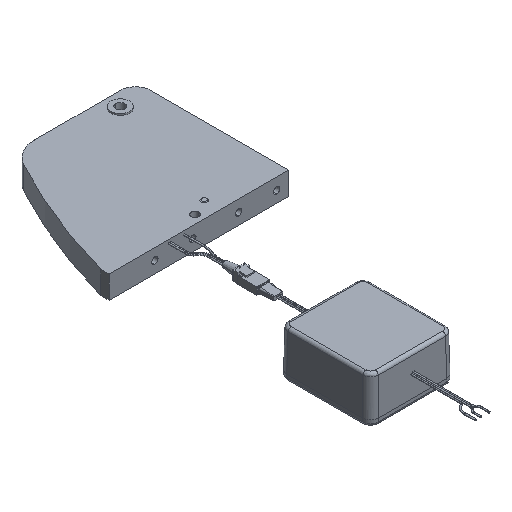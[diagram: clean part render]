
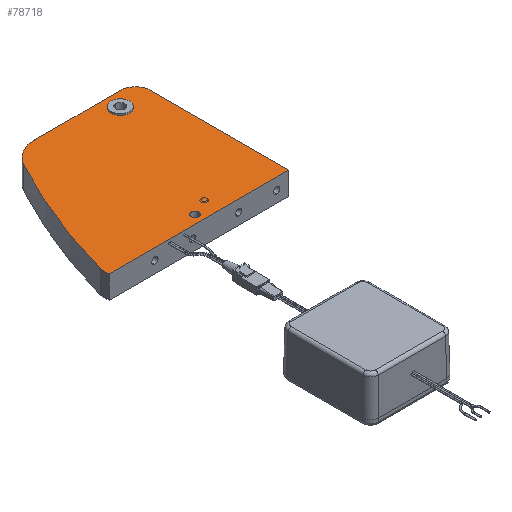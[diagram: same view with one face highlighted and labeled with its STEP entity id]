
A CAD part, isometric view. The second image highlights one B-rep face of the part: STEP entity #78718.
In plain terms, the highlighted planar face has unit normal (0, 0, 1).
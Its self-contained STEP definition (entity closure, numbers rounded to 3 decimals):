
#1267 = ORIENTED_EDGE ( 'NONE', *, *, #47276, .F. ) ;
#1983 = CARTESIAN_POINT ( 'NONE',  ( 33., 40., 7.5 ) ) ;
#2913 = ORIENTED_EDGE ( 'NONE', *, *, #25625, .F. ) ;
#3067 = DIRECTION ( 'NONE',  ( 0., 0., 1. ) ) ;
#3149 = AXIS2_PLACEMENT_3D ( 'NONE', #65136, #72632, #64548 ) ;
#3361 = DIRECTION ( 'NONE',  ( 1., 0., 0. ) ) ;
#3650 = CARTESIAN_POINT ( 'NONE',  ( -23., -45., 7.5 ) ) ;
#3653 = DIRECTION ( 'NONE',  ( 0., 0., 1. ) ) ;
#8550 = EDGE_CURVE ( 'NONE', #72883, #60546, #23577, .T. ) ;
#9339 = CIRCLE ( 'NONE', #52849, 400. ) ;
#9364 = ORIENTED_EDGE ( 'NONE', *, *, #31841, .F. ) ;
#9634 = DIRECTION ( 'NONE',  ( 0., 0., 1. ) ) ;
#10586 = DIRECTION ( 'NONE',  ( 1., 0., 0. ) ) ;
#11200 = CARTESIAN_POINT ( 'NONE',  ( 17., 40., 7.5 ) ) ;
#11427 = CARTESIAN_POINT ( 'NONE',  ( -45., -50.6, 7.5 ) ) ;
#11908 = DIRECTION ( 'NONE',  ( -1., 0., 0. ) ) ;
#12710 = FACE_BOUND ( 'NONE', #60855, .T. ) ;
#12787 = EDGE_CURVE ( 'NONE', #42013, #74877, #40037, .T. ) ;
#12794 = CARTESIAN_POINT ( 'NONE',  ( 33., -50.6, 7.5 ) ) ;
#13059 = AXIS2_PLACEMENT_3D ( 'NONE', #87206, #46115, #11908 ) ;
#13924 = DIRECTION ( 'NONE',  ( 0., 1., 0. ) ) ;
#14197 = VECTOR ( 'NONE', #59680, 1000. ) ;
#16729 = CIRCLE ( 'NONE', #13059, 10. ) ;
#17442 = AXIS2_PLACEMENT_3D ( 'NONE', #57627, #9634, #86134 ) ;
#17615 = VECTOR ( 'NONE', #88469, 1000. ) ;
#19330 = CIRCLE ( 'NONE', #3149, 4. ) ;
#20117 = EDGE_LOOP ( 'NONE', ( #9364, #1267 ) ) ;
#20627 = CARTESIAN_POINT ( 'NONE',  ( 33., -50.6, 7.5 ) ) ;
#21198 = DIRECTION ( 'NONE',  ( 0., 1., 0. ) ) ;
#21330 = EDGE_CURVE ( 'NONE', #82334, #51651, #86210, .T. ) ;
#21987 = ORIENTED_EDGE ( 'NONE', *, *, #63950, .F. ) ;
#23334 = CARTESIAN_POINT ( 'NONE',  ( -85., -45., 7.5 ) ) ;
#23564 = VERTEX_POINT ( 'NONE', #72246 ) ;
#23577 = LINE ( 'NONE', #54420, #39656 ) ;
#25625 = EDGE_CURVE ( 'NONE', #51651, #82334, #19330, .T. ) ;
#27805 = CARTESIAN_POINT ( 'NONE',  ( -33.31, 50., 7.5 ) ) ;
#28165 = AXIS2_PLACEMENT_3D ( 'NONE', #55061, #82713, #41247 ) ;
#28283 = VECTOR ( 'NONE', #21198, 1000. ) ;
#31841 = EDGE_CURVE ( 'NONE', #55960, #59025, #37726, .T. ) ;
#35248 = ORIENTED_EDGE ( 'NONE', *, *, #76066, .T. ) ;
#35959 = CIRCLE ( 'NONE', #52922, 20. ) ;
#37726 = CIRCLE ( 'NONE', #64606, 2.5 ) ;
#38403 = FACE_BOUND ( 'NONE', #20117, .T. ) ;
#39656 = VECTOR ( 'NONE', #13924, 1000. ) ;
#40037 = LINE ( 'NONE', #20627, #28283 ) ;
#40180 = DIRECTION ( 'NONE',  ( 0., 0., -1. ) ) ;
#41247 = DIRECTION ( 'NONE',  ( -1., 0., 0. ) ) ;
#42013 = VERTEX_POINT ( 'NONE', #12794 ) ;
#45391 = EDGE_CURVE ( 'NONE', #58376, #49570, #35959, .T. ) ;
#46115 = DIRECTION ( 'NONE',  ( 0., 0., 1. ) ) ;
#46486 = CARTESIAN_POINT ( 'NONE',  ( -85., -50.6, 7.5 ) ) ;
#47276 = EDGE_CURVE ( 'NONE', #59025, #55960, #61892, .T. ) ;
#49570 = VERTEX_POINT ( 'NONE', #67917 ) ;
#51397 = CARTESIAN_POINT ( 'NONE',  ( 13., 40., 7.5 ) ) ;
#51651 = VERTEX_POINT ( 'NONE', #58310 ) ;
#52273 = EDGE_CURVE ( 'NONE', #72883, #42013, #54993, .T. ) ;
#52849 = AXIS2_PLACEMENT_3D ( 'NONE', #81379, #40180, #53994 ) ;
#52922 = AXIS2_PLACEMENT_3D ( 'NONE', #87119, #86509, #72736 ) ;
#53994 = DIRECTION ( 'NONE',  ( -1., 0., 0. ) ) ;
#54419 = ORIENTED_EDGE ( 'NONE', *, *, #21330, .F. ) ;
#54420 = CARTESIAN_POINT ( 'NONE',  ( -85., -50.6, 7.5 ) ) ;
#54615 = CARTESIAN_POINT ( 'NONE',  ( -20.5, -45., 7.5 ) ) ;
#54993 = LINE ( 'NONE', #11427, #14197 ) ;
#55061 = CARTESIAN_POINT ( 'NONE',  ( -45., 50., 7.5 ) ) ;
#55960 = VERTEX_POINT ( 'NONE', #54615 ) ;
#56077 = ORIENTED_EDGE ( 'NONE', *, *, #45391, .T. ) ;
#57627 = CARTESIAN_POINT ( 'NONE',  ( -23., -45., 7.5 ) ) ;
#58310 = CARTESIAN_POINT ( 'NONE',  ( 9., 40., 7.5 ) ) ;
#58376 = VERTEX_POINT ( 'NONE', #27805 ) ;
#58615 = AXIS2_PLACEMENT_3D ( 'NONE', #51397, #3653, #10586 ) ;
#59025 = VERTEX_POINT ( 'NONE', #72996 ) ;
#59680 = DIRECTION ( 'NONE',  ( 1., 0., 0. ) ) ;
#60546 = VERTEX_POINT ( 'NONE', #23334 ) ;
#60855 = EDGE_LOOP ( 'NONE', ( #54419, #2913 ) ) ;
#61892 = CIRCLE ( 'NONE', #17442, 2.5 ) ;
#62137 = ORIENTED_EDGE ( 'NONE', *, *, #52273, .T. ) ;
#63786 = LINE ( 'NONE', #74092, #17615 ) ;
#63950 = EDGE_CURVE ( 'NONE', #60546, #49570, #9339, .T. ) ;
#64548 = DIRECTION ( 'NONE',  ( 1., 0., 0. ) ) ;
#64606 = AXIS2_PLACEMENT_3D ( 'NONE', #3650, #3067, #3361 ) ;
#65136 = CARTESIAN_POINT ( 'NONE',  ( 13., 40., 7.5 ) ) ;
#67917 = CARTESIAN_POINT ( 'NONE',  ( -50.884, 39.549, 7.5 ) ) ;
#68898 = ORIENTED_EDGE ( 'NONE', *, *, #8550, .F. ) ;
#70227 = EDGE_CURVE ( 'NONE', #23564, #58376, #63786, .T. ) ;
#70645 = FACE_OUTER_BOUND ( 'NONE', #75235, .T. ) ;
#72246 = CARTESIAN_POINT ( 'NONE',  ( 23., 50., 7.5 ) ) ;
#72632 = DIRECTION ( 'NONE',  ( 0., 0., 1. ) ) ;
#72736 = DIRECTION ( 'NONE',  ( -1., 0., 0. ) ) ;
#72883 = VERTEX_POINT ( 'NONE', #46486 ) ;
#72996 = CARTESIAN_POINT ( 'NONE',  ( -25.5, -45., 7.5 ) ) ;
#74092 = CARTESIAN_POINT ( 'NONE',  ( -45., 50., 7.5 ) ) ;
#74877 = VERTEX_POINT ( 'NONE', #1983 ) ;
#75235 = EDGE_LOOP ( 'NONE', ( #87920, #35248, #77763, #56077, #21987, #68898, #62137 ) ) ;
#76066 = EDGE_CURVE ( 'NONE', #74877, #23564, #16729, .T. ) ;
#77763 = ORIENTED_EDGE ( 'NONE', *, *, #70227, .T. ) ;
#78718 = ADVANCED_FACE ( 'NONE', ( #38403, #12710, #70645 ), #81841, .F. ) ;
#81379 = CARTESIAN_POINT ( 'NONE',  ( 300.581, -151.429, 7.5 ) ) ;
#81841 = PLANE ( 'NONE',  #28165 ) ;
#82334 = VERTEX_POINT ( 'NONE', #11200 ) ;
#82713 = DIRECTION ( 'NONE',  ( 0., 0., -1. ) ) ;
#86134 = DIRECTION ( 'NONE',  ( 1., 0., 0. ) ) ;
#86210 = CIRCLE ( 'NONE', #58615, 4. ) ;
#86509 = DIRECTION ( 'NONE',  ( 0., 0., 1. ) ) ;
#87119 = CARTESIAN_POINT ( 'NONE',  ( -33.31, 30., 7.5 ) ) ;
#87206 = CARTESIAN_POINT ( 'NONE',  ( 23., 40., 7.5 ) ) ;
#87920 = ORIENTED_EDGE ( 'NONE', *, *, #12787, .T. ) ;
#88469 = DIRECTION ( 'NONE',  ( -1., 0., 0. ) ) ;
